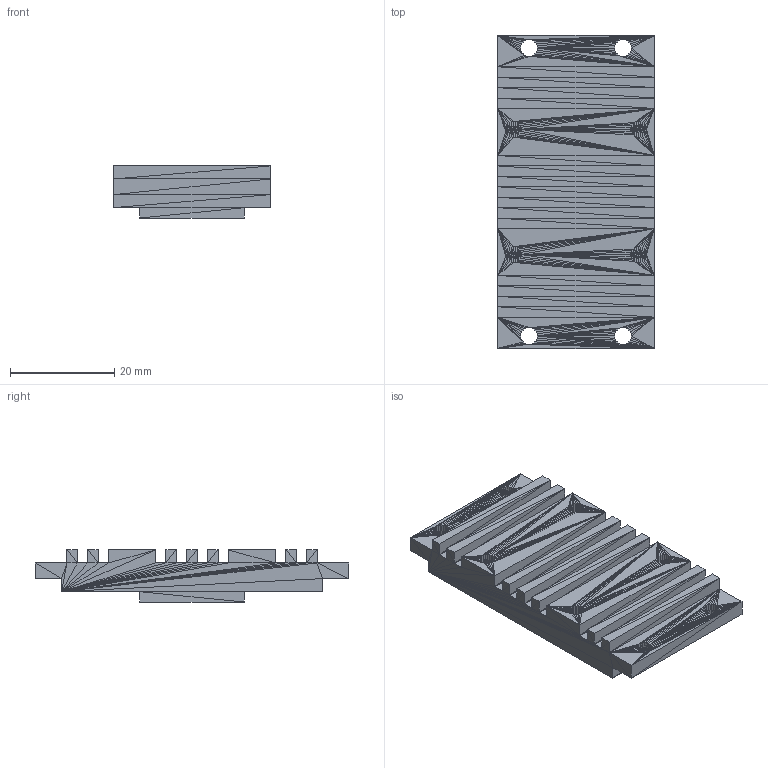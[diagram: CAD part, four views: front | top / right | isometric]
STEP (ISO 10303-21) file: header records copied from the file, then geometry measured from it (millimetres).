
FILE_DESCRIPTION(('CAx-IF Rec.Pracs.---Model Styling and Organization---1.5---2016-08-15','CAx-IF Rec.Pracs.---Geometric and Assembly Validation Properties---4.4---2016-08-17','CAx-IF Rec.Pracs.---User Defined Attributes---1.5---2016-08-15','CAx-IF Rec.Pracs.---External References---2.1---2005-01-19'),'2;1');
FILE_NAME('fpga_hs_top__rev_b1.stp','2021-12-30T07:21:07',('Unspecified'),('Unspecified'),'CAD Exchanger 3.10.1 (cadexchanger.com)','Unspecified','');
FILE_SCHEMA(('AUTOMOTIVE_DESIGN { 1 0 10303 214 1 1 1 1 }'));
Length unit declared in the file: millimetre
Products named in the file (1): Mesh1 Model
Bounding box: 30 x 60 x 10 mm (x, y, z)
Surface area: 6456.2 mm2 (no closed solid volume)
Topology: 0 solids, 972 shells, 972 faces, 2916 edges, 2916 vertices
Faces by surface type: plane 972
Entity records: 10706 total; most frequent: CARTESIAN_POINT 3888, DIRECTION 1944, FACE_SURFACE 972, FACE_OUTER_BOUND 972, POLY_LOOP 972, PLANE 972, AXIS2_PLACEMENT_3D 972, APPLICATION_CONTEXT 1
